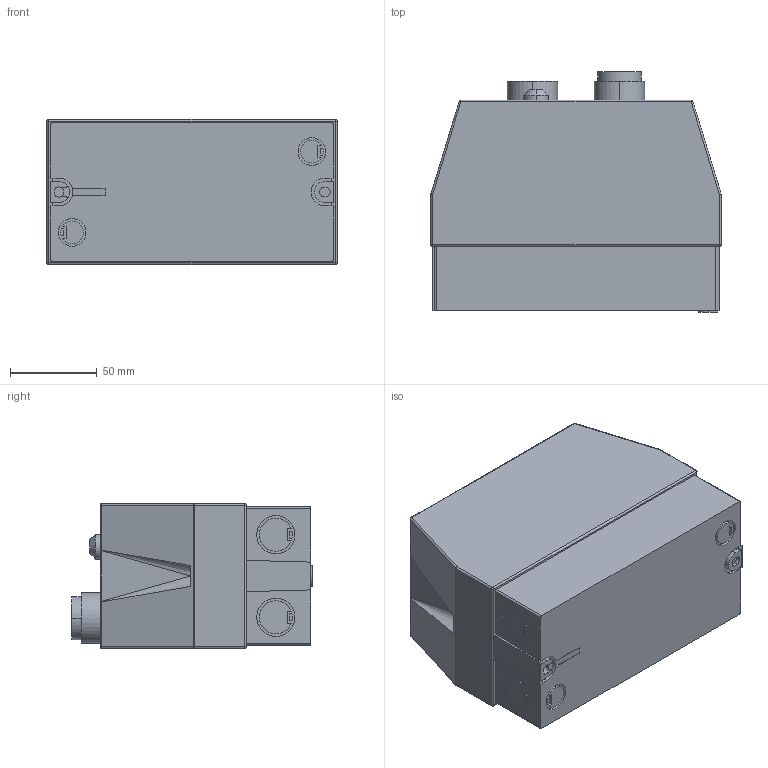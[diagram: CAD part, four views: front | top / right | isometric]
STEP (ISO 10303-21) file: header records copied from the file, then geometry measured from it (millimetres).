
FILE_DESCRIPTION (( 'STEP AP214' ), '1' );
FILE_NAME ('KKM16-018-I-220-00 Êîíòàêòîð ÊÌÈ11860 18À IP54 ñ èíäèê. Ue=230Â_ÀÑ3 ÈÝÊ.STEP', '2017-11-15T11:41:55', ( '' ), ( '' ), 'SwSTEP 2.0', 'SolidWorks 2014', '' );
FILE_SCHEMA (( 'AUTOMOTIVE_DESIGN' ));
Length unit declared in the file: millimetre
Products named in the file (1): KKM16-018-I-220-00 Êîíòàêòîð ÊÌÈ11860 18À IP54 ñ èíäèê. Ue=230Â_ÀÑ3 ÈÝÊ
Bounding box: 167 x 138.5 x 83.5 mm (x, y, z)
Volume: 1583379.1 mm3; surface area: 91764.5 mm2
Topology: 1 solids, 1 shells, 250 faces, 607 edges, 386 vertices
Faces by surface type: plane 130, cylinder 100, sphere 10, torus 4, bspline 4, cone 2
Entity records: 8708 total; most frequent: CARTESIAN_POINT 2701, DIRECTION 1289, ORIENTED_EDGE 1198, EDGE_CURVE 599, AXIS2_PLACEMENT_3D 458, VERTEX_POINT 386, LINE 373, VECTOR 373
